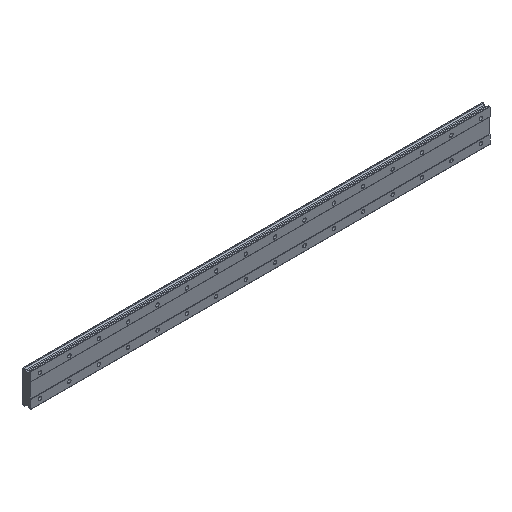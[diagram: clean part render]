
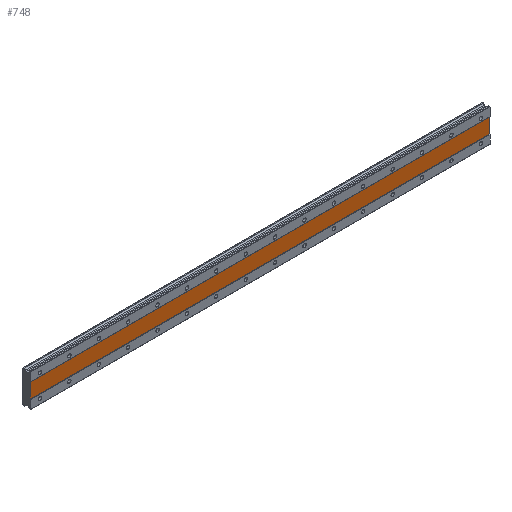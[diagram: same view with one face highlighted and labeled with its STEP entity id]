
A CAD part, isometric view. The second image highlights one B-rep face of the part: STEP entity #748.
In plain terms, the highlighted planar face has unit normal (0, -1, 0).
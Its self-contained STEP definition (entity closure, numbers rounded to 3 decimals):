
#114 = CARTESIAN_POINT ( 'NONE',  ( 1225., 1., -20. ) ) ;
#198 = DIRECTION ( 'NONE',  ( 1., 0., 0. ) ) ;
#250 = EDGE_LOOP ( 'NONE', ( #1007, #1967, #3180, #3928 ) ) ;
#311 = LINE ( 'NONE', #4987, #2737 ) ;
#368 = CARTESIAN_POINT ( 'NONE',  ( 1225., 1., 20. ) ) ;
#404 = DIRECTION ( 'NONE',  ( 0., 0., 1. ) ) ;
#431 = CARTESIAN_POINT ( 'NONE',  ( 1225., 1., 20. ) ) ;
#434 = EDGE_CURVE ( 'NONE', #2577, #5332, #3881, .T. ) ;
#637 = DIRECTION ( 'NONE',  ( -1., 0., 0. ) ) ;
#748 = ADVANCED_FACE ( 'NONE', ( #2817 ), #4619, .F. ) ;
#932 = DIRECTION ( 'NONE',  ( 0., 1., 0. ) ) ;
#1007 = ORIENTED_EDGE ( 'NONE', *, *, #5237, .F. ) ;
#1279 = VECTOR ( 'NONE', #637, 1000. ) ;
#1303 = CARTESIAN_POINT ( 'NONE',  ( -25., 1., -20. ) ) ;
#1451 = VERTEX_POINT ( 'NONE', #431 ) ;
#1556 = AXIS2_PLACEMENT_3D ( 'NONE', #368, #932, #404 ) ;
#1560 = CARTESIAN_POINT ( 'NONE',  ( 1225., 1., 20. ) ) ;
#1967 = ORIENTED_EDGE ( 'NONE', *, *, #5699, .F. ) ;
#2138 = CARTESIAN_POINT ( 'NONE',  ( 1225., 1., -20. ) ) ;
#2577 = VERTEX_POINT ( 'NONE', #1303 ) ;
#2680 = VERTEX_POINT ( 'NONE', #114 ) ;
#2737 = VECTOR ( 'NONE', #5522, 1000. ) ;
#2817 = FACE_OUTER_BOUND ( 'NONE', #250, .T. ) ;
#3026 = VECTOR ( 'NONE', #4003, 1000. ) ;
#3101 = LINE ( 'NONE', #1560, #5997 ) ;
#3180 = ORIENTED_EDGE ( 'NONE', *, *, #5400, .F. ) ;
#3881 = LINE ( 'NONE', #5810, #3026 ) ;
#3928 = ORIENTED_EDGE ( 'NONE', *, *, #434, .F. ) ;
#4003 = DIRECTION ( 'NONE',  ( 0., 0., 1. ) ) ;
#4619 = PLANE ( 'NONE',  #1556 ) ;
#4859 = LINE ( 'NONE', #2138, #1279 ) ;
#4987 = CARTESIAN_POINT ( 'NONE',  ( 1225., 1., 20. ) ) ;
#5237 = EDGE_CURVE ( 'NONE', #2680, #2577, #4859, .T. ) ;
#5332 = VERTEX_POINT ( 'NONE', #6012 ) ;
#5400 = EDGE_CURVE ( 'NONE', #5332, #1451, #3101, .T. ) ;
#5522 = DIRECTION ( 'NONE',  ( 0., 0., -1. ) ) ;
#5699 = EDGE_CURVE ( 'NONE', #1451, #2680, #311, .T. ) ;
#5810 = CARTESIAN_POINT ( 'NONE',  ( -25., 1., 20. ) ) ;
#5997 = VECTOR ( 'NONE', #198, 1000. ) ;
#6012 = CARTESIAN_POINT ( 'NONE',  ( -25., 1., 20. ) ) ;
